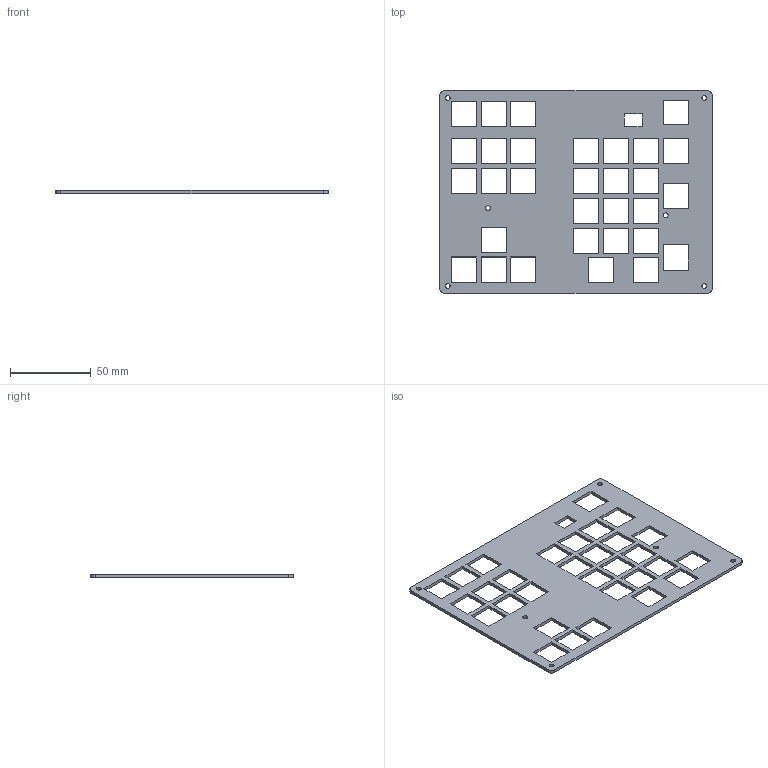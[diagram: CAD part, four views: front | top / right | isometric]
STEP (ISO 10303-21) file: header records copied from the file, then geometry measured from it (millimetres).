
FILE_DESCRIPTION(/* description */ (''),/* implementation_level */ '2;1');
FILE_NAME(/* name */ 'top_plate v22.step',/* time_stamp */ '2024-08-08T15:52:23+03:00',/* author */ (''),/* organization */ (''),/* preprocessor_version */ 'ST-DEVELOPER v20',/* originating_system */ 'Autodesk Translation Framework v13.14.0.145',/* authorisation */ '');
FILE_SCHEMA (('AUTOMOTIVE_DESIGN { 1 0 10303 214 3 1 1 }'));
Length unit declared in the file: millimetre
Products named in the file (1): top_plate
Bounding box: 169 x 126 x 2 mm (x, y, z)
Volume: 27230.1 mm3; surface area: 32456.9 mm2
Topology: 1 solids, 1 shells, 144 faces, 426 edges, 284 vertices
Faces by surface type: plane 134, cylinder 10
Full cylindrical faces by diameter (mm): 3 x6
Entity records: 4904 total; most frequent: CARTESIAN_POINT 855, ORIENTED_EDGE 852, DIRECTION 736, EDGE_CURVE 426, LINE 406, VECTOR 406, VERTEX_POINT 284, EDGE_LOOP 220
